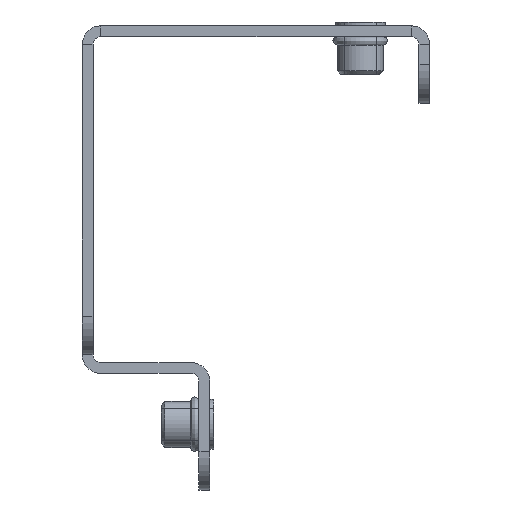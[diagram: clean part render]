
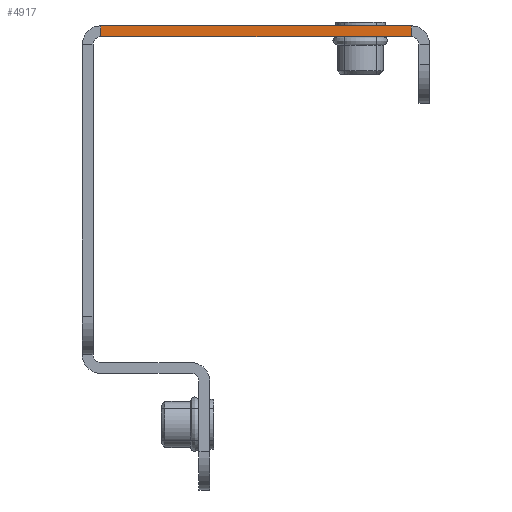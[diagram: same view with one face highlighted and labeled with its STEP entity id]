
A CAD part, front view. The second image highlights one B-rep face of the part: STEP entity #4917.
In plain terms, the highlighted planar face has unit normal (0, -1, 0).
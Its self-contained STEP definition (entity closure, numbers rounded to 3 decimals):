
#28 = ORIENTED_EDGE ( 'NONE', *, *, #4182, .T. ) ;
#383 = VECTOR ( 'NONE', #5512, 1000. ) ;
#411 = EDGE_CURVE ( 'NONE', #5165, #1886, #826, .T. ) ;
#445 = DIRECTION ( 'NONE',  ( 0., -1., 0. ) ) ;
#499 = VECTOR ( 'NONE', #4625, 1000. ) ;
#502 = DIRECTION ( 'NONE',  ( 0., 0., -1. ) ) ;
#525 = DIRECTION ( 'NONE',  ( 0., 0., 1. ) ) ;
#577 = CARTESIAN_POINT ( 'NONE',  ( -2.4, -575., 21.1 ) ) ;
#583 = CARTESIAN_POINT ( 'NONE',  ( -2.4, -575., 21.1 ) ) ;
#651 = ORIENTED_EDGE ( 'NONE', *, *, #411, .F. ) ;
#825 = CARTESIAN_POINT ( 'NONE',  ( -42.6, -575., 22.5 ) ) ;
#826 = LINE ( 'NONE', #3793, #383 ) ;
#1150 = ORIENTED_EDGE ( 'NONE', *, *, #4064, .T. ) ;
#1347 = CARTESIAN_POINT ( 'NONE',  ( -42.6, -575., 22.5 ) ) ;
#1391 = VERTEX_POINT ( 'NONE', #3942 ) ;
#1601 = AXIS2_PLACEMENT_3D ( 'NONE', #2146, #445, #502 ) ;
#1886 = VERTEX_POINT ( 'NONE', #2857 ) ;
#2146 = CARTESIAN_POINT ( 'NONE',  ( -43.6, -575., 20.1 ) ) ;
#2192 = EDGE_CURVE ( 'NONE', #5165, #1391, #4743, .T. ) ;
#2551 = PLANE ( 'NONE',  #1601 ) ;
#2749 = VERTEX_POINT ( 'NONE', #1347 ) ;
#2857 = CARTESIAN_POINT ( 'NONE',  ( -42.6, -575., 21.1 ) ) ;
#3055 = FACE_OUTER_BOUND ( 'NONE', #4668, .T. ) ;
#3113 = ORIENTED_EDGE ( 'NONE', *, *, #2192, .T. ) ;
#3360 = VECTOR ( 'NONE', #3824, 1000. ) ;
#3741 = LINE ( 'NONE', #5451, #499 ) ;
#3793 = CARTESIAN_POINT ( 'NONE',  ( -45., -575., 21.1 ) ) ;
#3824 = DIRECTION ( 'NONE',  ( 0., 0., -1. ) ) ;
#3942 = CARTESIAN_POINT ( 'NONE',  ( -2.4, -575., 22.5 ) ) ;
#4064 = EDGE_CURVE ( 'NONE', #2749, #1886, #4195, .T. ) ;
#4182 = EDGE_CURVE ( 'NONE', #1391, #2749, #3741, .T. ) ;
#4195 = LINE ( 'NONE', #825, #3360 ) ;
#4625 = DIRECTION ( 'NONE',  ( -1., 0., 0. ) ) ;
#4668 = EDGE_LOOP ( 'NONE', ( #651, #3113, #28, #1150 ) ) ;
#4743 = LINE ( 'NONE', #577, #5340 ) ;
#4917 = ADVANCED_FACE ( 'NONE', ( #3055 ), #2551, .T. ) ;
#5165 = VERTEX_POINT ( 'NONE', #583 ) ;
#5340 = VECTOR ( 'NONE', #525, 1000. ) ;
#5451 = CARTESIAN_POINT ( 'NONE',  ( -45., -575., 22.5 ) ) ;
#5512 = DIRECTION ( 'NONE',  ( -1., 0., 0. ) ) ;
